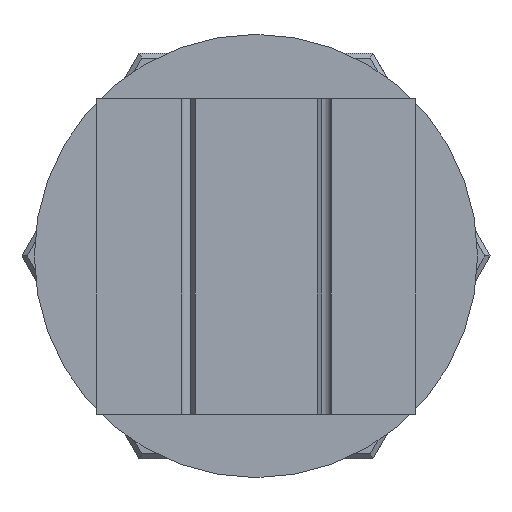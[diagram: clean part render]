
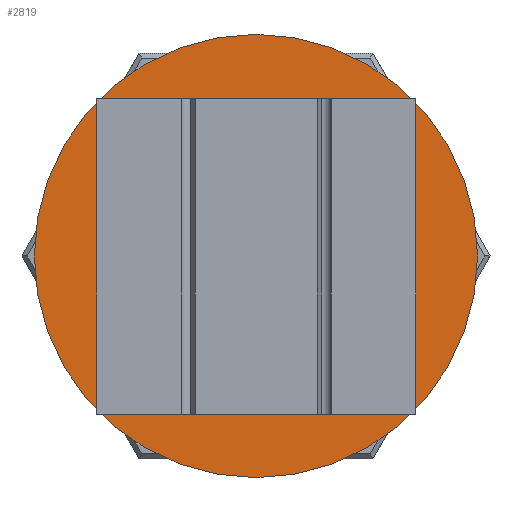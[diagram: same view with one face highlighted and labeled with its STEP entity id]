
A CAD part, front view. The second image highlights one B-rep face of the part: STEP entity #2819.
In plain terms, the highlighted face is planar.
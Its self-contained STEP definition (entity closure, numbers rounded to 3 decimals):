
#2819 = ADVANCED_FACE('',(#2820,#2831),#2842,.T.);
#2820 = FACE_BOUND('',#2821,.F.);
#2821 = EDGE_LOOP('',(#2822));
#2822 = ORIENTED_EDGE('',*,*,#2823,.T.);
#2823 = EDGE_CURVE('',#2824,#2824,#2826,.T.);
#2824 = VERTEX_POINT('',#2825);
#2825 = CARTESIAN_POINT('',(3.2,0.,1.8));
#2826 = CIRCLE('',#2827,3.2);
#2827 = AXIS2_PLACEMENT_3D('',#2828,#2829,#2830);
#2828 = CARTESIAN_POINT('',(0.,0.,1.8));
#2829 = DIRECTION('',(0.,0.,1.));
#2830 = DIRECTION('',(1.,0.,-0.));
#2831 = FACE_BOUND('',#2832,.F.);
#2832 = EDGE_LOOP('',(#2833));
#2833 = ORIENTED_EDGE('',*,*,#2834,.F.);
#2834 = EDGE_CURVE('',#2835,#2835,#2837,.T.);
#2835 = VERTEX_POINT('',#2836);
#2836 = CARTESIAN_POINT('',(6.,0.,1.8));
#2837 = CIRCLE('',#2838,6.);
#2838 = AXIS2_PLACEMENT_3D('',#2839,#2840,#2841);
#2839 = CARTESIAN_POINT('',(0.,0.,1.8));
#2840 = DIRECTION('',(0.,0.,1.));
#2841 = DIRECTION('',(1.,0.,-0.));
#2842 = PLANE('',#2843);
#2843 = AXIS2_PLACEMENT_3D('',#2844,#2845,#2846);
#2844 = CARTESIAN_POINT('',(0.,0.,1.8));
#2845 = DIRECTION('',(0.,0.,1.));
#2846 = DIRECTION('',(1.,0.,-0.));
